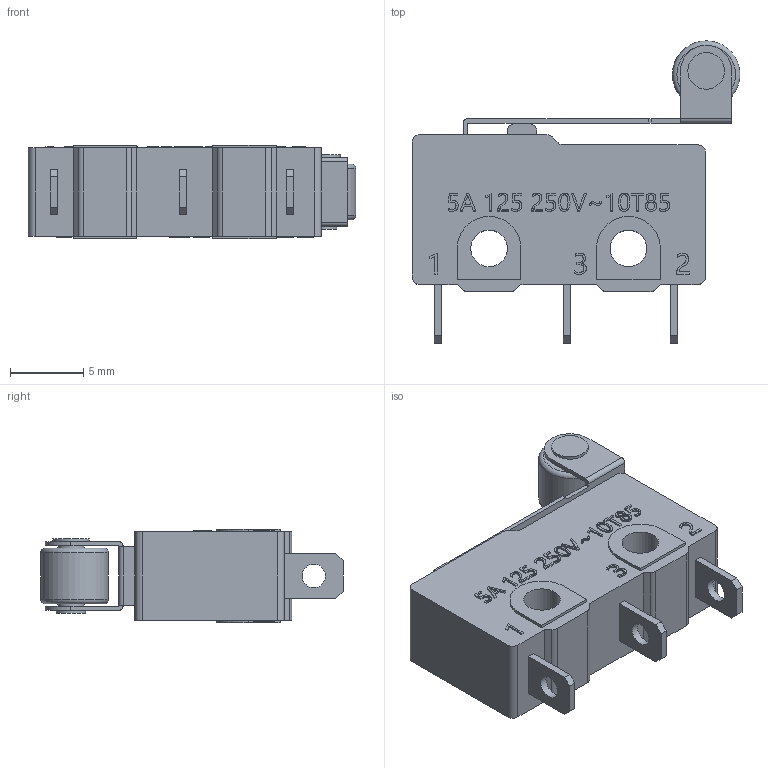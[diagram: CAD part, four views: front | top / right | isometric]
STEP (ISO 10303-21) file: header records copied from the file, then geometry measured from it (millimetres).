
FILE_DESCRIPTION(/* description */ (''),/* implementation_level */ '2;1');
FILE_NAME(/* name */ '10T85 (GSFY-10).stp',/* time_stamp */ '2019-09-23T12:06:59+03:00',/* author */ ('workuser'),/* organization */ (''),/* preprocessor_version */ 'ST-DEVELOPER v17',/* originating_system */ 'Autodesk Inventor 2019',/* authorisation */ '');
FILE_SCHEMA (('AUTOMOTIVE_DESIGN { 1 0 10303 214 3 1 1 }'));
Length unit declared in the file: millimetre
Products named in the file (1): GSFY-10
Bounding box: 22.35 x 20.6 x 6.4 mm (x, y, z)
Volume: 1272.8 mm3; surface area: 1267.4 mm2
Topology: 1 solids, 1 shells, 411 faces, 1101 edges, 732 vertices
Faces by surface type: plane 226, bspline 150, cylinder 33, torus 2
Full cylindrical faces by diameter (mm): 1.6 x3, 1.8 x2, 2 x1, 2.5 x3, 4.6 x1
Entity records: 14028 total; most frequent: CARTESIAN_POINT 4527, ORIENTED_EDGE 2202, DIRECTION 1397, EDGE_CURVE 1101, VERTEX_POINT 732, LINE 729, VECTOR 729, EDGE_LOOP 465
